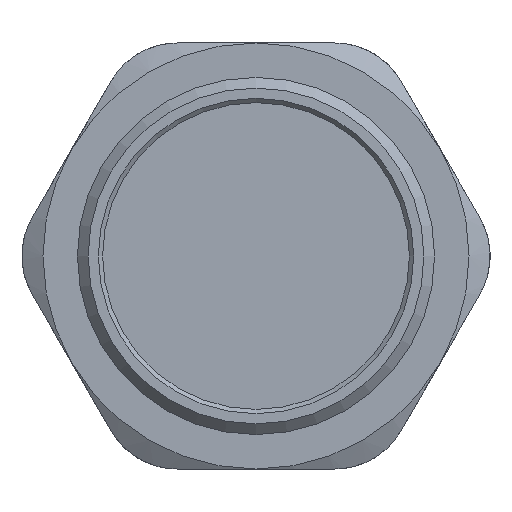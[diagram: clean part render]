
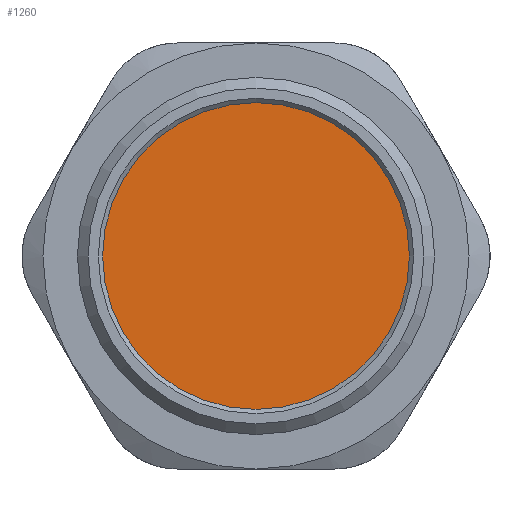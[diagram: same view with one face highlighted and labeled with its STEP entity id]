
A CAD part, front view. The second image highlights one B-rep face of the part: STEP entity #1260.
In plain terms, the highlighted planar face has unit normal (0, -1, 0).
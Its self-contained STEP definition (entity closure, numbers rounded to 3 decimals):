
#153=FACE_OUTER_BOUND('',#232,.T.);
#232=EDGE_LOOP('',(#794));
#430=CIRCLE('',#1366,18.);
#489=VERTEX_POINT('',#1835);
#607=EDGE_CURVE('',#489,#489,#430,.T.);
#794=ORIENTED_EDGE('',*,*,#607,.T.);
#1156=PLANE('',#1365);
#1260=ADVANCED_FACE('',(#153),#1156,.F.);
#1365=AXIS2_PLACEMENT_3D('',#1834,#1512,#1513);
#1366=AXIS2_PLACEMENT_3D('',#1836,#1514,#1515);
#1512=DIRECTION('center_axis',(0.,1.,0.));
#1513=DIRECTION('ref_axis',(0.,0.,1.));
#1514=DIRECTION('center_axis',(0.,-1.,0.));
#1515=DIRECTION('ref_axis',(-1.,0.,0.));
#1834=CARTESIAN_POINT('Origin',(-2.687,-6.373,0.));
#1835=CARTESIAN_POINT('',(15.313,-6.373,0.));
#1836=CARTESIAN_POINT('Origin',(-2.687,-6.373,0.));
